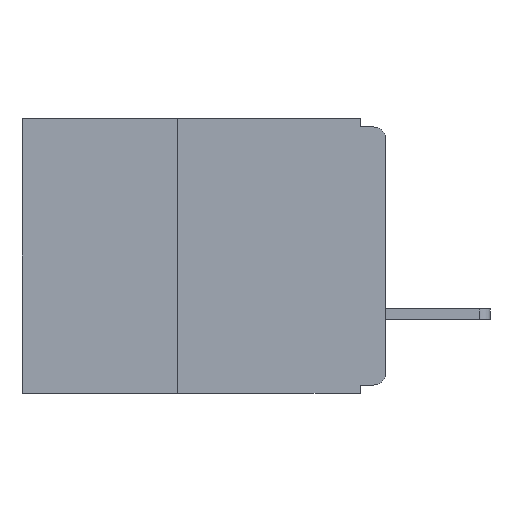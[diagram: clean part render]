
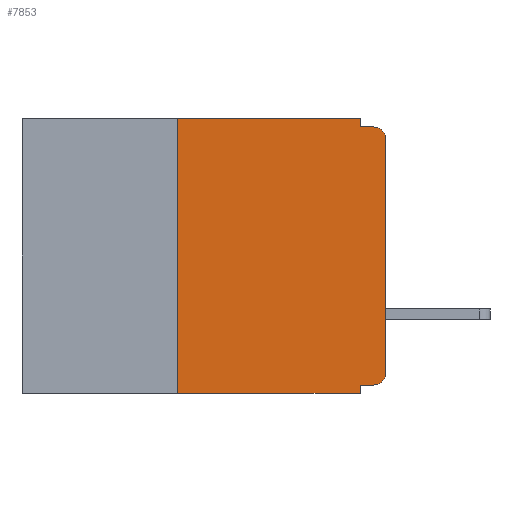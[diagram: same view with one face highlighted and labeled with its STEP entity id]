
A CAD part, left-side view. The second image highlights one B-rep face of the part: STEP entity #7853.
In plain terms, the highlighted planar face has unit normal (-1, 0, 0).
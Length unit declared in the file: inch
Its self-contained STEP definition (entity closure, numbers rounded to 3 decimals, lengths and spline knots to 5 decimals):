
#297 = ORIENTED_EDGE ( 'NONE', *, *, #11413, .T. ) ;
#542 = VERTEX_POINT ( 'NONE', #2450 ) ;
#679 = EDGE_CURVE ( 'NONE', #10640, #9093, #11651, .T. ) ;
#722 = ORIENTED_EDGE ( 'NONE', *, *, #9768, .T. ) ;
#745 = DIRECTION ( 'NONE',  ( 0., 1., 0. ) ) ;
#921 = CARTESIAN_POINT ( 'NONE',  ( 0., 0.031, -0.33 ) ) ;
#960 = DIRECTION ( 'NONE',  ( 0., 0., -1. ) ) ;
#971 = LINE ( 'NONE', #2263, #9670 ) ;
#1348 = CARTESIAN_POINT ( 'NONE',  ( 0., 0.015, -0.305 ) ) ;
#1405 = LINE ( 'NONE', #3464, #10001 ) ;
#1868 = VECTOR ( 'NONE', #745, 39.37008 ) ;
#2263 = CARTESIAN_POINT ( 'NONE',  ( 0., 0.437, -0.33 ) ) ;
#2307 = VERTEX_POINT ( 'NONE', #4477 ) ;
#2398 = DIRECTION ( 'NONE',  ( 1., 0., 0. ) ) ;
#2450 = CARTESIAN_POINT ( 'NONE',  ( 0., 0.015, -0.32 ) ) ;
#2470 = VERTEX_POINT ( 'NONE', #12246 ) ;
#2566 = DIRECTION ( 'NONE',  ( -1., 0., 0. ) ) ;
#2676 = DIRECTION ( 'NONE',  ( 0., 0., -1. ) ) ;
#3441 = ORIENTED_EDGE ( 'NONE', *, *, #9534, .F. ) ;
#3464 = CARTESIAN_POINT ( 'NONE',  ( 0., 0.031, 0. ) ) ;
#3465 = DIRECTION ( 'NONE',  ( 0., -1., 0. ) ) ;
#3617 = EDGE_LOOP ( 'NONE', ( #8443, #8779, #4187, #11069, #13889, #14325, #297, #4203, #3441, #722 ) ) ;
#3734 = AXIS2_PLACEMENT_3D ( 'NONE', #1348, #9576, #2676 ) ;
#4187 = ORIENTED_EDGE ( 'NONE', *, *, #9333, .F. ) ;
#4203 = ORIENTED_EDGE ( 'NONE', *, *, #11430, .F. ) ;
#4241 = AXIS2_PLACEMENT_3D ( 'NONE', #9480, #2566, #10545 ) ;
#4477 = CARTESIAN_POINT ( 'NONE',  ( 0., 0.031, -0.32 ) ) ;
#4720 = DIRECTION ( 'NONE',  ( 0., 0., 1. ) ) ;
#5044 = CIRCLE ( 'NONE', #3734, 0.015 ) ;
#5895 = CARTESIAN_POINT ( 'NONE',  ( 0., 0., -0.305 ) ) ;
#6292 = DIRECTION ( 'NONE',  ( 0., 0., 1. ) ) ;
#6701 = CARTESIAN_POINT ( 'NONE',  ( 0., 0.25, 0. ) ) ;
#6848 = LINE ( 'NONE', #13506, #10767 ) ;
#6962 = VERTEX_POINT ( 'NONE', #10020 ) ;
#7011 = CARTESIAN_POINT ( 'NONE',  ( 0., 0.031, -0.33 ) ) ;
#7081 = VECTOR ( 'NONE', #4720, 39.37008 ) ;
#7127 = CARTESIAN_POINT ( 'NONE',  ( 0., 0.437, 0. ) ) ;
#7182 = AXIS2_PLACEMENT_3D ( 'NONE', #7127, #2398, #10413 ) ;
#7681 = VECTOR ( 'NONE', #12846, 39.37008 ) ;
#7853 = ADVANCED_FACE ( 'NONE', ( #13905 ), #9340, .F. ) ;
#8443 = ORIENTED_EDGE ( 'NONE', *, *, #9137, .T. ) ;
#8779 = ORIENTED_EDGE ( 'NONE', *, *, #9711, .T. ) ;
#8815 = VERTEX_POINT ( 'NONE', #13853 ) ;
#8878 = VECTOR ( 'NONE', #3465, 39.37008 ) ;
#9093 = VERTEX_POINT ( 'NONE', #11572 ) ;
#9137 = EDGE_CURVE ( 'NONE', #10842, #8815, #6848, .T. ) ;
#9217 = DIRECTION ( 'NONE',  ( 0., -1., 0. ) ) ;
#9324 = VECTOR ( 'NONE', #960, 39.37008 ) ;
#9333 = EDGE_CURVE ( 'NONE', #12261, #6962, #13120, .T. ) ;
#9340 = PLANE ( 'NONE',  #7182 ) ;
#9410 = CARTESIAN_POINT ( 'NONE',  ( 0., 0.437, 0. ) ) ;
#9480 = CARTESIAN_POINT ( 'NONE',  ( 0., 0.015, -0.025 ) ) ;
#9534 = EDGE_CURVE ( 'NONE', #542, #2307, #11015, .T. ) ;
#9576 = DIRECTION ( 'NONE',  ( -1., 0., 0. ) ) ;
#9609 = VERTEX_POINT ( 'NONE', #921 ) ;
#9670 = VECTOR ( 'NONE', #9217, 39.37008 ) ;
#9711 = EDGE_CURVE ( 'NONE', #8815, #6962, #11146, .T. ) ;
#9768 = EDGE_CURVE ( 'NONE', #542, #10842, #5044, .T. ) ;
#10001 = VECTOR ( 'NONE', #14062, 39.37008 ) ;
#10020 = CARTESIAN_POINT ( 'NONE',  ( 0., 0.015, -0.01 ) ) ;
#10413 = DIRECTION ( 'NONE',  ( 0., 0., -1. ) ) ;
#10545 = DIRECTION ( 'NONE',  ( 0., 0., -1. ) ) ;
#10640 = VERTEX_POINT ( 'NONE', #6701 ) ;
#10767 = VECTOR ( 'NONE', #6292, 39.37008 ) ;
#10842 = VERTEX_POINT ( 'NONE', #5895 ) ;
#11015 = LINE ( 'NONE', #12188, #1868 ) ;
#11069 = ORIENTED_EDGE ( 'NONE', *, *, #11362, .F. ) ;
#11146 = CIRCLE ( 'NONE', #4241, 0.015 ) ;
#11362 = EDGE_CURVE ( 'NONE', #9093, #12261, #1405, .T. ) ;
#11384 = EDGE_CURVE ( 'NONE', #2470, #10640, #12919, .T. ) ;
#11413 = EDGE_CURVE ( 'NONE', #2470, #9609, #971, .T. ) ;
#11430 = EDGE_CURVE ( 'NONE', #2307, #9609, #12040, .T. ) ;
#11572 = CARTESIAN_POINT ( 'NONE',  ( 0., 0.031, 0. ) ) ;
#11651 = LINE ( 'NONE', #9410, #8878 ) ;
#11940 = CARTESIAN_POINT ( 'NONE',  ( 0., 0., -0.01 ) ) ;
#12040 = LINE ( 'NONE', #7011, #9324 ) ;
#12188 = CARTESIAN_POINT ( 'NONE',  ( 0., 0., -0.32 ) ) ;
#12246 = CARTESIAN_POINT ( 'NONE',  ( 0., 0.25, -0.33 ) ) ;
#12255 = CARTESIAN_POINT ( 'NONE',  ( 0., 0.25, -0.33 ) ) ;
#12261 = VERTEX_POINT ( 'NONE', #13295 ) ;
#12846 = DIRECTION ( 'NONE',  ( 0., -1., 0. ) ) ;
#12919 = LINE ( 'NONE', #12255, #7081 ) ;
#13120 = LINE ( 'NONE', #11940, #7681 ) ;
#13295 = CARTESIAN_POINT ( 'NONE',  ( 0., 0.031, -0.01 ) ) ;
#13506 = CARTESIAN_POINT ( 'NONE',  ( 0., 0., 0. ) ) ;
#13853 = CARTESIAN_POINT ( 'NONE',  ( 0., 0., -0.025 ) ) ;
#13889 = ORIENTED_EDGE ( 'NONE', *, *, #679, .F. ) ;
#13905 = FACE_OUTER_BOUND ( 'NONE', #3617, .T. ) ;
#14062 = DIRECTION ( 'NONE',  ( 0., 0., -1. ) ) ;
#14325 = ORIENTED_EDGE ( 'NONE', *, *, #11384, .F. ) ;
